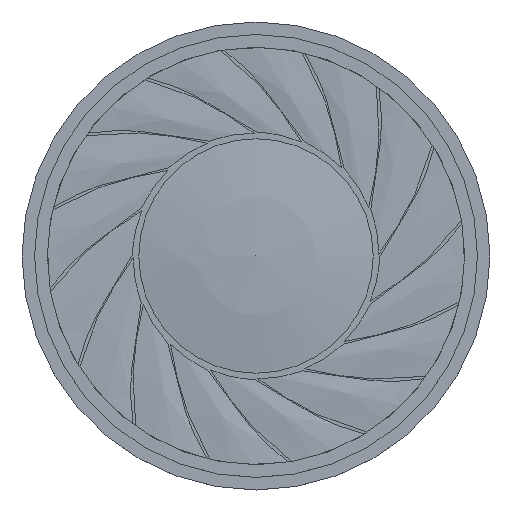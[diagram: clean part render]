
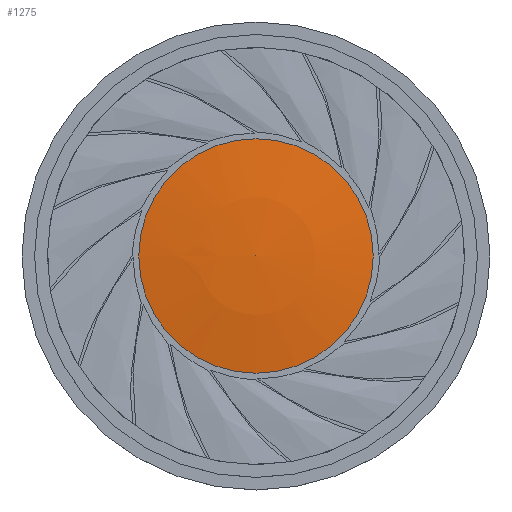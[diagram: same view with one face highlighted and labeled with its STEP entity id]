
A CAD part, top view. The second image highlights one B-rep face of the part: STEP entity #1275.
In plain terms, the highlighted spherical face has radius 48.482 mm.
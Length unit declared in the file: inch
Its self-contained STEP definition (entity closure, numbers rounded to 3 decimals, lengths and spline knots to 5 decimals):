
#111=SPHERICAL_SURFACE('',#1414,1.90875);
#212=FACE_OUTER_BOUND('',#302,.T.);
#302=EDGE_LOOP('',(#911,#912,#913));
#530=CIRCLE('',#1413,0.27559);
#531=CIRCLE('',#1415,1.90875);
#575=VERTEX_POINT('',#1808);
#576=VERTEX_POINT('',#1811);
#720=EDGE_CURVE('',#575,#575,#530,.T.);
#721=EDGE_CURVE('',#576,#575,#531,.T.);
#911=ORIENTED_EDGE('',*,*,#720,.T.);
#912=ORIENTED_EDGE('',*,*,#721,.F.);
#913=ORIENTED_EDGE('',*,*,#721,.T.);
#1275=ADVANCED_FACE('',(#212),#111,.T.);
#1413=AXIS2_PLACEMENT_3D('',#1809,#1540,#1541);
#1414=AXIS2_PLACEMENT_3D('',#1810,#1542,#1543);
#1415=AXIS2_PLACEMENT_3D('',#1812,#1544,#1545);
#1540=DIRECTION('center_axis',(0.,0.,1.));
#1541=DIRECTION('ref_axis',(1.,0.,0.));
#1542=DIRECTION('center_axis',(0.,0.,1.));
#1543=DIRECTION('ref_axis',(1.,0.,0.));
#1544=DIRECTION('center_axis',(0.,-1.,0.));
#1545=DIRECTION('ref_axis',(-1.,0.,0.));
#1808=CARTESIAN_POINT('',(-0.27559,0.,0.15));
#1809=CARTESIAN_POINT('Origin',(0.,0.,0.15));
#1810=CARTESIAN_POINT('Origin',(0.,0.,-1.73875));
#1811=CARTESIAN_POINT('',(0.,0.,0.17));
#1812=CARTESIAN_POINT('Origin',(0.,0.,-1.73875));
